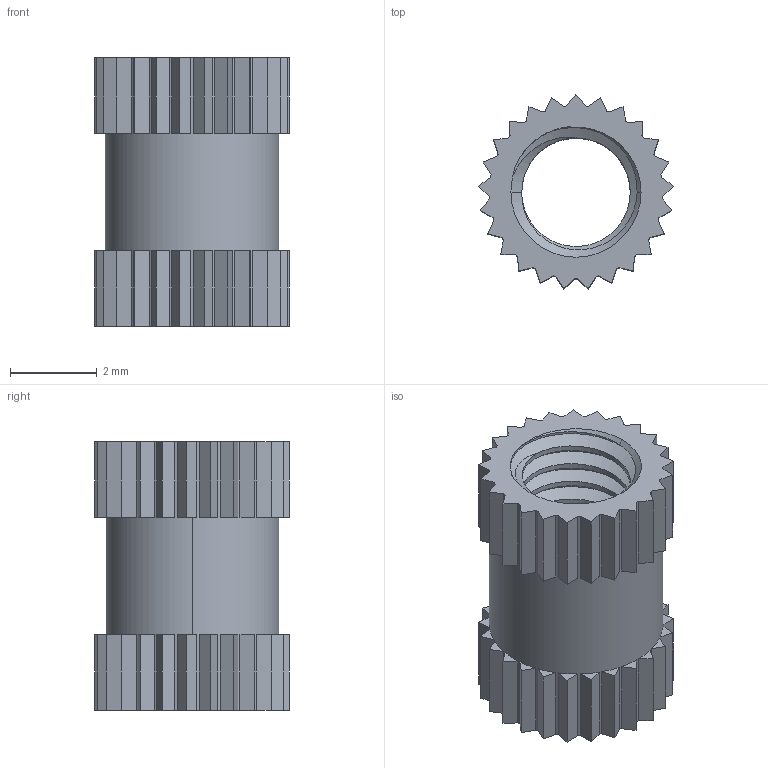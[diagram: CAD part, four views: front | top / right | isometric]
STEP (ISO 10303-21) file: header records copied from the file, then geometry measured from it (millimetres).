
FILE_DESCRIPTION (( 'STEP AP214' ), '1' );
FILE_NAME ('M3 insert nut.STEP', '2019-06-12T06:39:26', ( '' ), ( '' ), 'SwSTEP 2.0', 'SolidWorks 2016', '' );
FILE_SCHEMA (( 'AUTOMOTIVE_DESIGN' ));
Length unit declared in the file: millimetre
Products named in the file (1): M3 insert nut
Bounding box: 4.49 x 4.48 x 6.2 mm (x, y, z)
Volume: 45.7 mm3; surface area: 202.6 mm2
Topology: 1 solids, 1 shells, 187 faces, 553 edges, 368 vertices
Faces by surface type: plane 152, cylinder 26, cone 6, bspline 3
Entity records: 7908 total; most frequent: CARTESIAN_POINT 2941, ORIENTED_EDGE 1106, DIRECTION 973, EDGE_CURVE 553, LINE 379, VECTOR 379, VERTEX_POINT 368, AXIS2_PLACEMENT_3D 297
